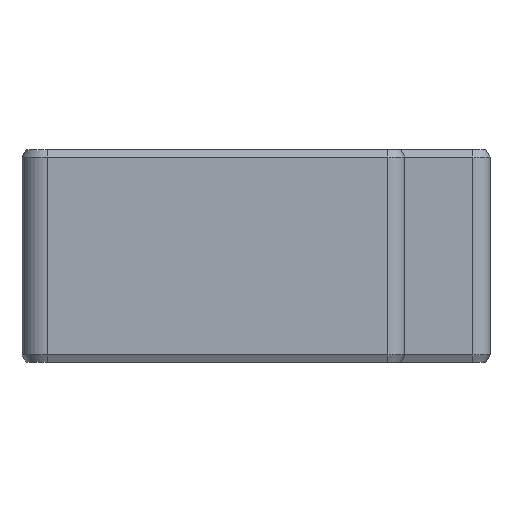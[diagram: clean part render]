
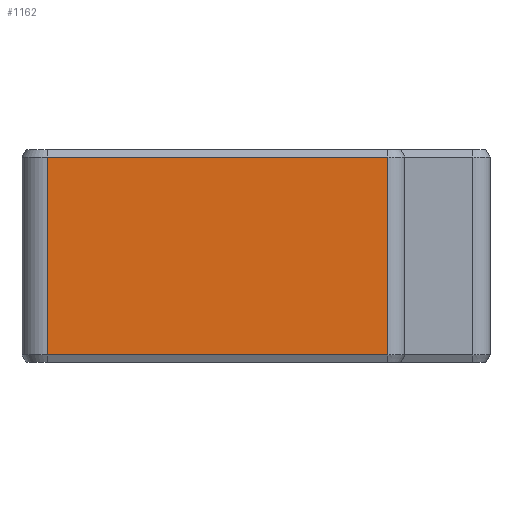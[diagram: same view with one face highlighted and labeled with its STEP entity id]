
A CAD part, left-side view. The second image highlights one B-rep face of the part: STEP entity #1162.
In plain terms, the highlighted planar face has unit normal (-1, 0, 0).
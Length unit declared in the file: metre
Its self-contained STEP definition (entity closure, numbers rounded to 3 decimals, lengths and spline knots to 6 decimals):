
#110=ORIENTED_EDGE('',*,*,#460,.T.);
#111=ORIENTED_EDGE('',*,*,#461,.T.);
#112=ORIENTED_EDGE('',*,*,#462,.T.);
#113=ORIENTED_EDGE('',*,*,#463,.T.);
#460=EDGE_CURVE('',#635,#636,#735,.F.);
#461=EDGE_CURVE('',#636,#637,#736,.T.);
#462=EDGE_CURVE('',#637,#638,#737,.T.);
#463=EDGE_CURVE('',#638,#635,#738,.T.);
#635=VERTEX_POINT('',#1775);
#636=VERTEX_POINT('',#1776);
#637=VERTEX_POINT('',#1778);
#638=VERTEX_POINT('',#1780);
#735=LINE('',#1774,#854);
#736=LINE('',#1777,#855);
#737=LINE('',#1779,#856);
#738=LINE('',#1781,#857);
#854=VECTOR('',#1389,1.);
#855=VECTOR('',#1390,1.);
#856=VECTOR('',#1391,1.);
#857=VECTOR('',#1392,1.);
#973=EDGE_LOOP('',(#110,#111,#112,#113));
#1050=FACE_BOUND('',#973,.T.);
#1127=PLANE('',#1252);
#1162=ADVANCED_FACE('',(#1050),#1127,.T.);
#1252=AXIS2_PLACEMENT_3D('',#1773,#1387,#1388);
#1387=DIRECTION('',(-1.,0.,0.));
#1388=DIRECTION('',(0.,-1.,0.));
#1389=DIRECTION('',(0.,0.,-1.));
#1390=DIRECTION('',(0.,1.,0.));
#1391=DIRECTION('',(0.,0.,-1.));
#1392=DIRECTION('',(0.,-1.,0.));
#1773=CARTESIAN_POINT('',(-0.0354,0.0225,0.025));
#1774=CARTESIAN_POINT('',(-0.0354,0.002,0.025));
#1775=CARTESIAN_POINT('',(-0.0354,0.002,0.000866));
#1776=CARTESIAN_POINT('',(-0.0354,0.002,0.024134));
#1777=CARTESIAN_POINT('',(-0.0354,0.0225,0.024134));
#1778=CARTESIAN_POINT('',(-0.0354,0.042,0.024134));
#1779=CARTESIAN_POINT('',(-0.0354,0.042,0.));
#1780=CARTESIAN_POINT('',(-0.0354,0.042,0.000866));
#1781=CARTESIAN_POINT('',(-0.0354,0.002,0.000866));
